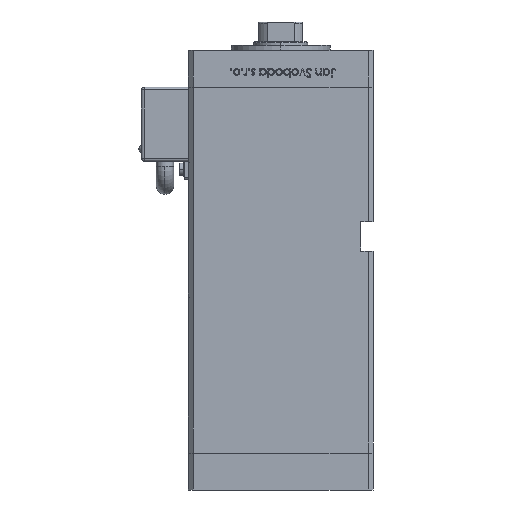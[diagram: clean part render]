
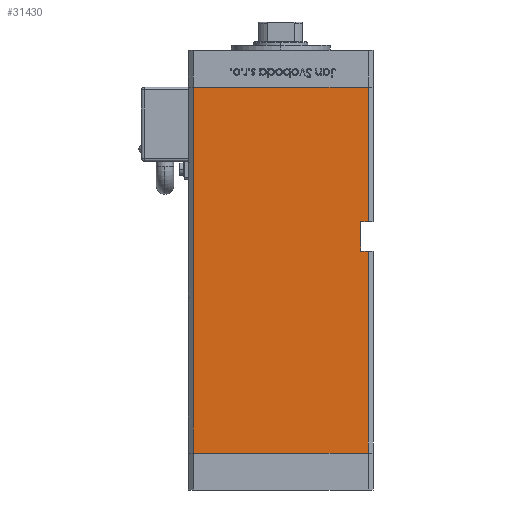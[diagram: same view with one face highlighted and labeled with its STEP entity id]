
A CAD part, left-side view. The second image highlights one B-rep face of the part: STEP entity #31430.
In plain terms, the highlighted planar face has unit normal (-1, 0, 0).
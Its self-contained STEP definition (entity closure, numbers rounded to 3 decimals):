
#1724 = LINE ( 'NONE', #44889, #22901 ) ;
#3657 = ORIENTED_EDGE ( 'NONE', *, *, #43400, .F. ) ;
#3992 = ORIENTED_EDGE ( 'NONE', *, *, #15409, .F. ) ;
#5764 = EDGE_CURVE ( 'NONE', #48288, #11671, #1724, .T. ) ;
#5829 = EDGE_CURVE ( 'NONE', #22567, #11671, #6532, .T. ) ;
#5928 = CARTESIAN_POINT ( 'NONE',  ( -42.5, -35.5, 0. ) ) ;
#6532 = LINE ( 'NONE', #23852, #25609 ) ;
#7221 = LINE ( 'NONE', #19436, #22333 ) ;
#7972 = LINE ( 'NONE', #29268, #22691 ) ;
#8921 = ORIENTED_EDGE ( 'NONE', *, *, #10569, .F. ) ;
#10569 = EDGE_CURVE ( 'NONE', #42484, #22567, #15054, .T. ) ;
#11671 = VERTEX_POINT ( 'NONE', #5928 ) ;
#15054 = LINE ( 'NONE', #41732, #39267 ) ;
#15409 = EDGE_CURVE ( 'NONE', #20518, #45474, #7221, .T. ) ;
#15650 = LINE ( 'NONE', #33250, #19226 ) ;
#18164 = CARTESIAN_POINT ( 'NONE',  ( -42.5, 35.5, 148.5 ) ) ;
#19226 = VECTOR ( 'NONE', #54015, 1000. ) ;
#19436 = CARTESIAN_POINT ( 'NONE',  ( -42.5, 35.5, 148.5 ) ) ;
#20142 = DIRECTION ( 'NONE',  ( 0., -1., 0. ) ) ;
#20518 = VERTEX_POINT ( 'NONE', #46312 ) ;
#22251 = VECTOR ( 'NONE', #24323, 1000. ) ;
#22333 = VECTOR ( 'NONE', #24535, 1000. ) ;
#22567 = VERTEX_POINT ( 'NONE', #52752 ) ;
#22691 = VECTOR ( 'NONE', #30107, 1000. ) ;
#22704 = DIRECTION ( 'NONE',  ( 0., 1., 0. ) ) ;
#22901 = VECTOR ( 'NONE', #54532, 1000. ) ;
#23852 = CARTESIAN_POINT ( 'NONE',  ( -42.5, -35.5, 148.5 ) ) ;
#24323 = DIRECTION ( 'NONE',  ( 0., 0., -1. ) ) ;
#24535 = DIRECTION ( 'NONE',  ( 0., -1., 0. ) ) ;
#25609 = VECTOR ( 'NONE', #41172, 1000. ) ;
#26117 = PLANE ( 'NONE',  #47256 ) ;
#26396 = FACE_OUTER_BOUND ( 'NONE', #48571, .T. ) ;
#28073 = ORIENTED_EDGE ( 'NONE', *, *, #28705, .T. ) ;
#28372 = ORIENTED_EDGE ( 'NONE', *, *, #33477, .T. ) ;
#28705 = EDGE_CURVE ( 'NONE', #20518, #48288, #7972, .T. ) ;
#28885 = CARTESIAN_POINT ( 'NONE',  ( -42.5, -32.5, 82. ) ) ;
#29222 = VERTEX_POINT ( 'NONE', #44438 ) ;
#29268 = CARTESIAN_POINT ( 'NONE',  ( -42.5, 35.5, 148.5 ) ) ;
#30107 = DIRECTION ( 'NONE',  ( 0., 0., -1. ) ) ;
#30943 = DIRECTION ( 'NONE',  ( 1., 0., 0. ) ) ;
#31054 = ORIENTED_EDGE ( 'NONE', *, *, #5829, .F. ) ;
#31375 = VERTEX_POINT ( 'NONE', #44282 ) ;
#31430 = ADVANCED_FACE ( 'NONE', ( #26396 ), #26117, .F. ) ;
#32087 = LINE ( 'NONE', #45981, #51995 ) ;
#32849 = CARTESIAN_POINT ( 'NONE',  ( -42.5, -35.5, 148.5 ) ) ;
#33250 = CARTESIAN_POINT ( 'NONE',  ( -42.5, -32.5, 94. ) ) ;
#33477 = EDGE_CURVE ( 'NONE', #31375, #29222, #15650, .T. ) ;
#35701 = ORIENTED_EDGE ( 'NONE', *, *, #40441, .F. ) ;
#39205 = CARTESIAN_POINT ( 'NONE',  ( -42.5, 35.5, 0. ) ) ;
#39267 = VECTOR ( 'NONE', #20142, 1000. ) ;
#40441 = EDGE_CURVE ( 'NONE', #31375, #42484, #32087, .T. ) ;
#41172 = DIRECTION ( 'NONE',  ( 0., 0., -1. ) ) ;
#41732 = CARTESIAN_POINT ( 'NONE',  ( -42.5, -32.5, 82. ) ) ;
#42484 = VERTEX_POINT ( 'NONE', #28885 ) ;
#43071 = ORIENTED_EDGE ( 'NONE', *, *, #5764, .T. ) ;
#43400 = EDGE_CURVE ( 'NONE', #45474, #29222, #54448, .T. ) ;
#44282 = CARTESIAN_POINT ( 'NONE',  ( -42.5, -32.5, 94. ) ) ;
#44438 = CARTESIAN_POINT ( 'NONE',  ( -42.5, -35.5, 94. ) ) ;
#44889 = CARTESIAN_POINT ( 'NONE',  ( -42.5, 35.5, 0. ) ) ;
#45474 = VERTEX_POINT ( 'NONE', #54757 ) ;
#45981 = CARTESIAN_POINT ( 'NONE',  ( -42.5, -32.5, 94. ) ) ;
#46312 = CARTESIAN_POINT ( 'NONE',  ( -42.5, 35.5, 148.5 ) ) ;
#47256 = AXIS2_PLACEMENT_3D ( 'NONE', #18164, #30943, #22704 ) ;
#48288 = VERTEX_POINT ( 'NONE', #39205 ) ;
#48571 = EDGE_LOOP ( 'NONE', ( #31054, #8921, #35701, #28372, #3657, #3992, #28073, #43071 ) ) ;
#51995 = VECTOR ( 'NONE', #54510, 1000. ) ;
#52752 = CARTESIAN_POINT ( 'NONE',  ( -42.5, -35.5, 82. ) ) ;
#54015 = DIRECTION ( 'NONE',  ( 0., -1., 0. ) ) ;
#54448 = LINE ( 'NONE', #32849, #22251 ) ;
#54510 = DIRECTION ( 'NONE',  ( 0., 0., -1. ) ) ;
#54532 = DIRECTION ( 'NONE',  ( 0., -1., 0. ) ) ;
#54757 = CARTESIAN_POINT ( 'NONE',  ( -42.5, -35.5, 148.5 ) ) ;
